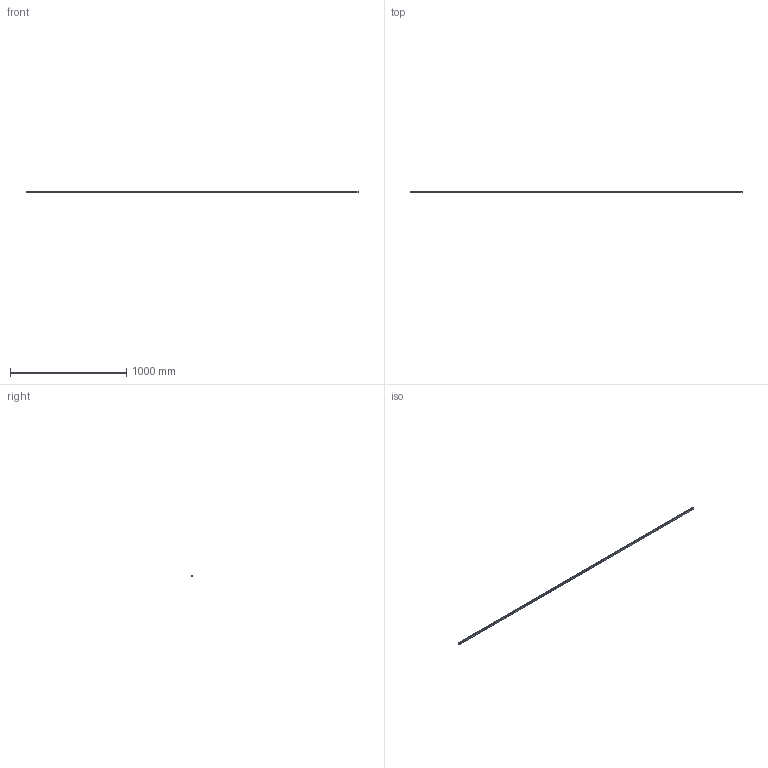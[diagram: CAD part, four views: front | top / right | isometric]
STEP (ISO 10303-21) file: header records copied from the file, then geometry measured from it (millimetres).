
FILE_DESCRIPTION (( 'STEP AP214' ), '1' );
FILE_NAME ('SHS15 2850L G15.STEP', '2021-06-11T10:42:51', ( '' ), ( '' ), 'SwSTEP 2.0', 'SolidWorks 2021', '' );
FILE_SCHEMA (( 'AUTOMOTIVE_DESIGN' ));
Length unit declared in the file: millimetre
Products named in the file (2): _SHS15C285015 Track; SHS15 2850L G15
Assembly tree (1 placements, depth 2):
  SHS15 2850L G15
    _SHS15C285015 Track
Bounding box: 2850 x 13 x 15 mm (x, y, z)
Volume: 460725.8 mm3; surface area: 171325.5 mm2
Topology: 1 solids, 1 shells, 285 faces, 705 edges, 470 vertices
Faces by surface type: cylinder 215, plane 70
Entity records: 8947 total; most frequent: DIRECTION 1713, CARTESIAN_POINT 1464, ORIENTED_EDGE 1410, AXIS2_PLACEMENT_3D 719, EDGE_CURVE 705, VERTEX_POINT 470, CIRCLE 430, EDGE_LOOP 429
